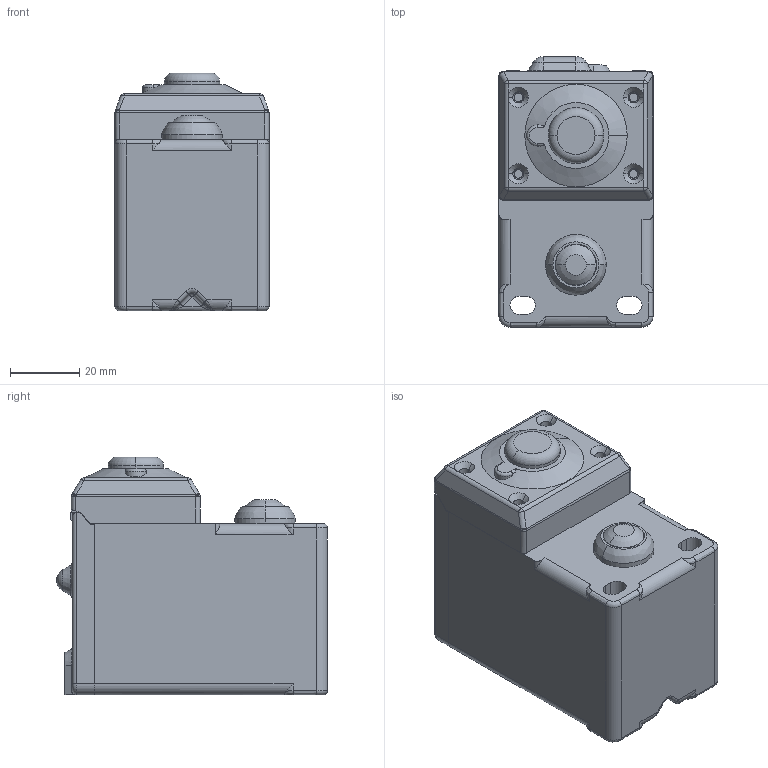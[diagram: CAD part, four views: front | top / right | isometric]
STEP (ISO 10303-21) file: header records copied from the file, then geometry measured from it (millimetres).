
FILE_DESCRIPTION((''),'2;1');
FILE_NAME('204032_ASM','2018-01-18T',('pdmadmin'),('BANNER ENGINEERING'),'CREO PARAMETRIC BY PTC INC, 2016260','CREO PARAMETRIC BY PTC INC, 2016260','');
FILE_SCHEMA(('CONFIG_CONTROL_DESIGN'));
Products named in the file (15): 204032; 153158; 14840; 35813; 160408_ASM; 43699_AF0; 169757_ASM; 159269; 166738_ASM; 157289_SWITCH; 157289_O-RING; 157289_LOCKWASHER; 157289_HEX_NUT; 157289_ASM; 204032_ASM
Assembly tree (14 placements, depth 4):
  204032_ASM
    204032
    160408_ASM
      153158
      14840
      35813
    166738_ASM
      169757_ASM
        43699_AF0
      159269
    157289_ASM
      157289_SWITCH
      157289_O-RING
      157289_LOCKWASHER
      157289_HEX_NUT
Bounding box: 44.45 x 78.15 x 68.64 mm (x, y, z)
Volume: 73527.4 mm3; surface area: 50412.5 mm2
Topology: 10 solids, 10 shells, 970 faces, 2427 edges, 1481 vertices
Faces by surface type: plane 395, cylinder 352, torus 69, bspline 52, cone 51, sphere 51
Entity records: 34087 total; most frequent: CARTESIAN_POINT 10807, DIRECTION 4833, ORIENTED_EDGE 4810, EDGE_CURVE 2405, AXIS2_PLACEMENT_3D 1737, VERTEX_POINT 1481, VECTOR 1359, LINE 1359
